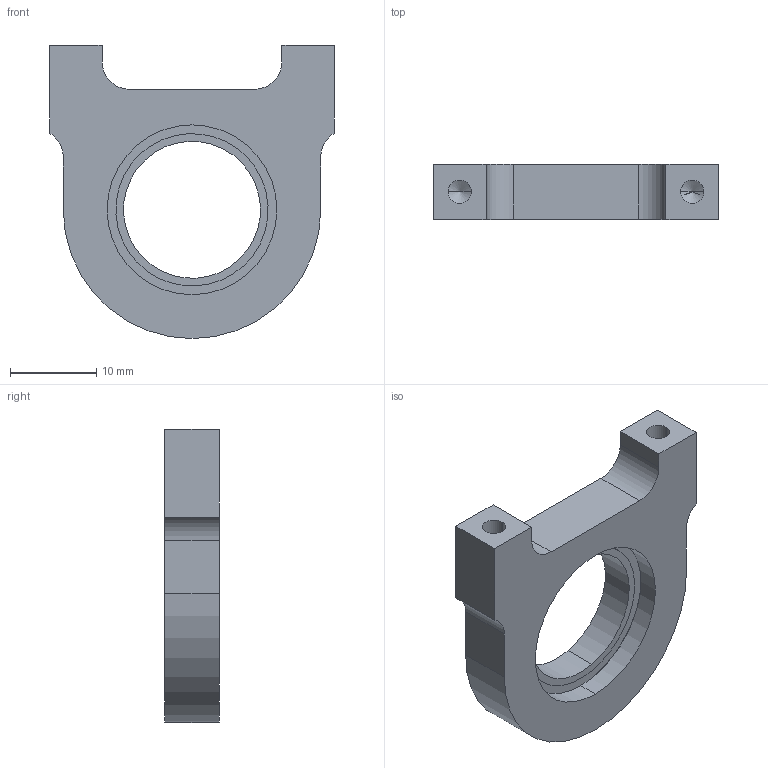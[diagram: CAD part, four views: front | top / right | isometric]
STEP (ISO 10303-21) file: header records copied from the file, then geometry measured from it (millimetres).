
FILE_DESCRIPTION (( 'STEP AP203' ), '1' );
FILE_NAME ('535162 assembly.STEP', '2014-07-08T19:00:00', ( 'Kyle' ), ( 'Microsoft' ), 'SwSTEP 2.0', 'SolidWorks 2014', '' );
FILE_SCHEMA (( 'CONFIG_CONTROL_DESIGN' ));
Length unit declared in the file: inch
Products named in the file (3): 535162; .625 x .875 non flanged bearing; 535162 assembly
Assembly tree (2 placements, depth 2):
  535162 assembly
    535162
    .625 x .875 non flanged bearing
Bounding box: 33.02 x 6.35 x 33.97 mm (x, y, z)
Volume: 3755.3 mm3; surface area: 3362.7 mm2
Topology: 2 solids, 2 shells, 48 faces, 113 edges, 72 vertices
Faces by surface type: cylinder 26, plane 18, cone 4
Entity records: 1688 total; most frequent: DIRECTION 267, CARTESIAN_POINT 234, ORIENTED_EDGE 218, EDGE_CURVE 109, AXIS2_PLACEMENT_3D 105, VERTEX_POINT 72, EDGE_LOOP 59, LINE 57
